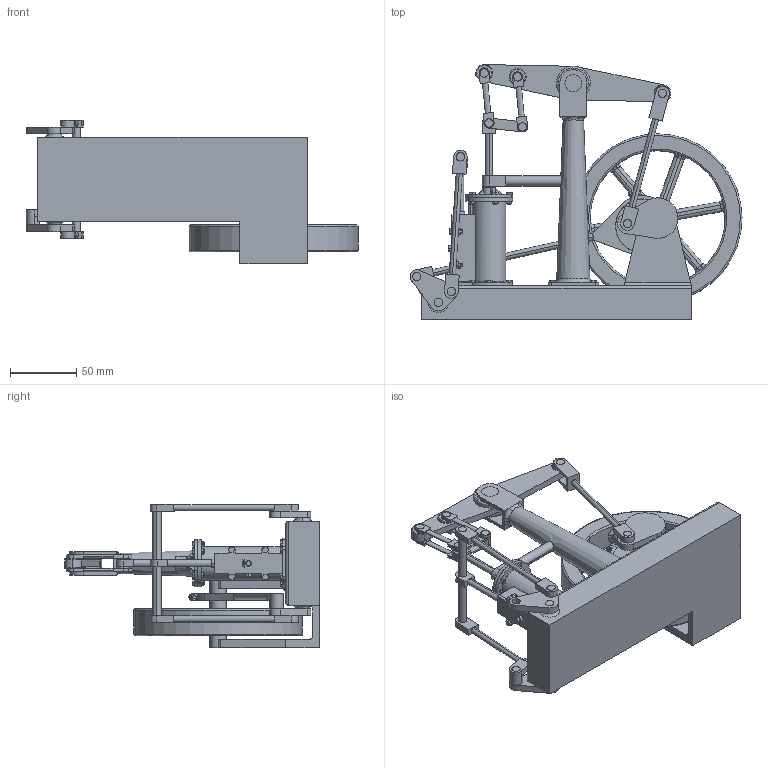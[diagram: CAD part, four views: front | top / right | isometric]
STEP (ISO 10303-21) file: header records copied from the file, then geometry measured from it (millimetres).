
FILE_DESCRIPTION (( 'STEP AP214' ), '1' );
FILE_NAME ('SEPC2808.Product.Beam.Engine.STEP', '2014-06-24T02:30:53', ( '' ), ( '' ), 'SwSTEP 2.0', 'SolidWorks 2013', '' );
FILE_SCHEMA (( 'AUTOMOTIVE_DESIGN' ));
Length unit declared in the file: inch
Products named in the file (32): SEPC2808.C13.Connecting.Rod.2; SEPC2808.Product.Beam.Engine; SEPC2808.C21.Joint.2; SEPC2808.C09.Valve.Chest.Cover; SEPC2808.C11.Valve; SEPC2808.C31.Nut; SEPC2808.C06.Eccentric.Sheave; SEPC2808.C10.Piston; SEPC2808.C28.Piston.Rod.Support; SEPC2808.C05.Flywheel; SEPC2808.C17.Connecting.Rod.6; SEPC2808.C18.Piston.Rod; SEPC2808.C22.Joint.3; SEPC2808.C02.Column; SEPC2808.C14.Connecting.Rod.3; SEPC2808.C19.Valve.Rod; SEPC2808.C07.Cylinder&Valve.Chest; SEPC2808.C27.Flywheel.Key; SEPC2808.C03.Main.Beam; SEPC2808.C29.Bolt; SEPC2808.C25.Linkage; SEPC2808.C08.Cylinder.Cover; SEPC2808.C15.Connecting.Rod.4; SEPC2808.C16.Connecting.Rod.5; SEPC2808.C12.Connecting.Rod.1; SEPC2808.C24.Joint.5; SEPC2808.C01.Soleplate; SEPC2808.C30.Screw; SEPC2808.C23.Joint.4; SEPC2808.C04.Crank.Web&Shaft; SEPC2808.C26.Eccentric.Sheave.Key; SEPC2808.C20.Joint.1
Assembly tree (74 placements, depth 2):
  SEPC2808.Product.Beam.Engine
    SEPC2808.C01.Soleplate
    SEPC2808.C02.Column
    SEPC2808.C03.Main.Beam
    SEPC2808.C28.Piston.Rod.Support
    SEPC2808.C04.Crank.Web&Shaft
    SEPC2808.C05.Flywheel
    SEPC2808.C06.Eccentric.Sheave
    SEPC2808.C26.Eccentric.Sheave.Key
    SEPC2808.C27.Flywheel.Key
    SEPC2808.C07.Cylinder&Valve.Chest
    SEPC2808.C18.Piston.Rod
    SEPC2808.C08.Cylinder.Cover
    SEPC2808.C09.Valve.Chest.Cover
    SEPC2808.C10.Piston
    SEPC2808.C19.Valve.Rod
    SEPC2808.C11.Valve
    SEPC2808.C21.Joint.2  x5
    SEPC2808.C22.Joint.3
    SEPC2808.C23.Joint.4
    SEPC2808.C20.Joint.1
    SEPC2808.C24.Joint.5  x5
    SEPC2808.C30.Screw  x11
    SEPC2808.C29.Bolt  x11
    SEPC2808.C31.Nut  x11
    SEPC2808.C14.Connecting.Rod.3
    SEPC2808.C15.Connecting.Rod.4  x2
    SEPC2808.C12.Connecting.Rod.1
    SEPC2808.C13.Connecting.Rod.2  x4
    SEPC2808.C16.Connecting.Rod.5
    SEPC2808.C17.Connecting.Rod.6
    SEPC2808.C25.Linkage  x2
Bounding box: 250 x 191.77 x 107.95 mm (x, y, z)
Volume: 632216.1 mm3; surface area: 176766.8 mm2
Topology: 75 solids, 75 shells, 1478 faces, 3558 edges, 2286 vertices
Faces by surface type: plane 787, cylinder 487, bspline 90, torus 88, cone 24, sphere 2
Entity records: 42294 total; most frequent: CARTESIAN_POINT 11740, DIRECTION 5324, ORIENTED_EDGE 5070, EDGE_CURVE 2535, AXIS2_PLACEMENT_3D 1974, VERTEX_POINT 1624, LINE 1376, VECTOR 1376
